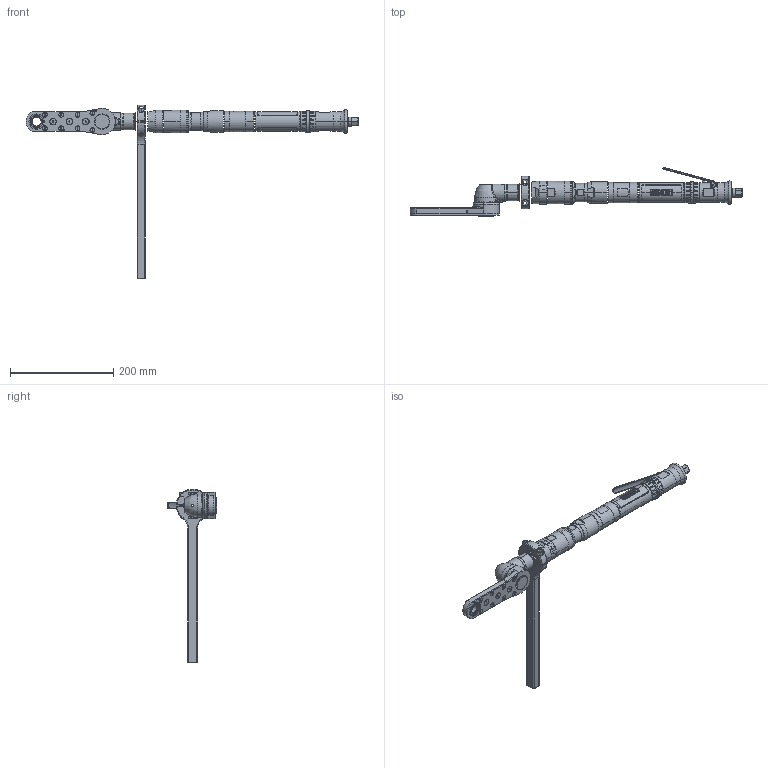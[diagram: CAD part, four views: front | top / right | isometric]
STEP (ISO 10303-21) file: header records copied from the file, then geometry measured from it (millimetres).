
FILE_DESCRIPTION((''),'2;1');
FILE_NAME('AA33LC187-54','2013-10-23T',('MAM0508'),(''),'PRO/ENGINEER BY PARAMETRIC TECHNOLOGY CORPORATION, 2010430','PRO/ENGINEER BY PARAMETRIC TECHNOLOGY CORPORATION, 2010430','');
FILE_SCHEMA(('CONFIG_CONTROL_DESIGN'));
Length unit declared in the file: inch
Products named in the file (1): AA33LC187-54
Bounding box: 643.38 x 95.52 x 336.55 mm (x, y, z)
Surface area: 123613.2 mm2 (no closed solid volume)
Topology: 0 solids, 135 shells, 439 faces, 2684 edges, 2277 vertices
Faces by surface type: cylinder 173, plane 150, torus 42, cone 36, bspline 34, sphere 4
Entity records: 34660 total; most frequent: CARTESIAN_POINT 16193, DIRECTION 3331, ORIENTED_EDGE 3330, EDGE_CURVE 2684, VERTEX_POINT 2277, AXIS2_PLACEMENT_3D 1193, B_SPLINE_CURVE_WITH_KNOTS 951, VECTOR 945
